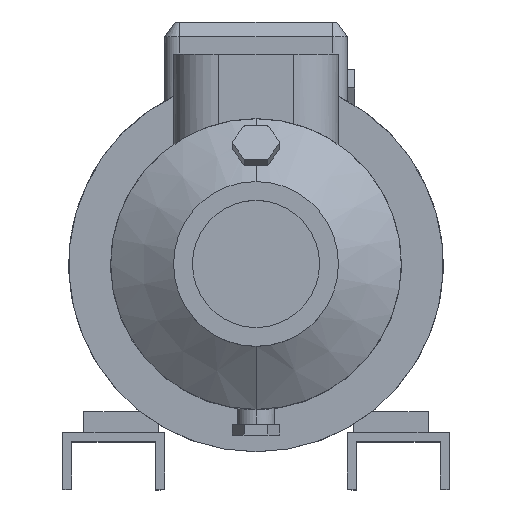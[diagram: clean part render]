
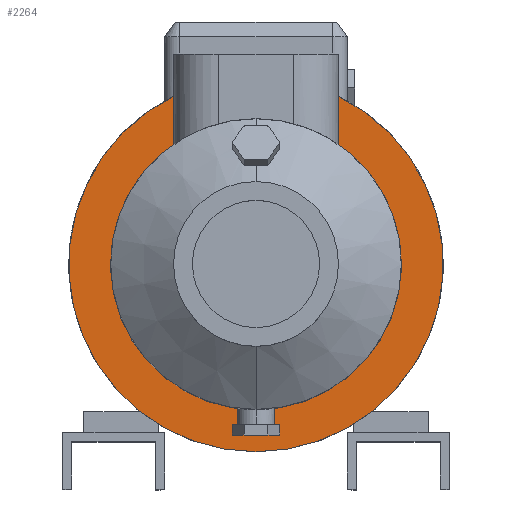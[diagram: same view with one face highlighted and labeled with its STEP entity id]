
A CAD part, top view. The second image highlights one B-rep face of the part: STEP entity #2264.
In plain terms, the highlighted planar face has unit normal (0, 0, 1).
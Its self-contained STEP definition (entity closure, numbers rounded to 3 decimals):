
#55 = VECTOR ( 'NONE', #5677, 1000. ) ;
#114 = DIRECTION ( 'NONE',  ( 0., 1., 0. ) ) ;
#188 = VECTOR ( 'NONE', #6634, 1000. ) ;
#228 = CARTESIAN_POINT ( 'NONE',  ( 0., 0., -58. ) ) ;
#736 = AXIS2_PLACEMENT_3D ( 'NONE', #5430, #4637, #2766 ) ;
#920 = AXIS2_PLACEMENT_3D ( 'NONE', #7336, #11155, #12001 ) ;
#1593 = CIRCLE ( 'NONE', #5674, 125. ) ;
#1696 = CARTESIAN_POINT ( 'NONE',  ( 0., -125., -58. ) ) ;
#1875 = CARTESIAN_POINT ( 'NONE',  ( 0., 0., -58. ) ) ;
#1963 = EDGE_CURVE ( 'NONE', #3315, #11311, #8885, .T. ) ;
#2264 = ADVANCED_FACE ( 'NONE', ( #6514 ), #6336, .T. ) ;
#2682 = DIRECTION ( 'NONE',  ( 0., 1., 0. ) ) ;
#2732 = CARTESIAN_POINT ( 'NONE',  ( -55., 79.9, -58. ) ) ;
#2764 = CIRCLE ( 'NONE', #6045, 125. ) ;
#2766 = DIRECTION ( 'NONE',  ( 0., -1., 0. ) ) ;
#2868 = ORIENTED_EDGE ( 'NONE', *, *, #8684, .F. ) ;
#3056 = EDGE_CURVE ( 'NONE', #11311, #9157, #9865, .T. ) ;
#3158 = VERTEX_POINT ( 'NONE', #8612 ) ;
#3315 = VERTEX_POINT ( 'NONE', #11530 ) ;
#3343 = CARTESIAN_POINT ( 'NONE',  ( 0., -97., -58. ) ) ;
#3673 = CARTESIAN_POINT ( 'NONE',  ( -55., -125.002, -58. ) ) ;
#4181 = ORIENTED_EDGE ( 'NONE', *, *, #1963, .T. ) ;
#4182 = CARTESIAN_POINT ( 'NONE',  ( -55., 112.25, -58. ) ) ;
#4351 = ORIENTED_EDGE ( 'NONE', *, *, #8503, .F. ) ;
#4526 = ORIENTED_EDGE ( 'NONE', *, *, #5582, .T. ) ;
#4637 = DIRECTION ( 'NONE',  ( 0., 0., 1. ) ) ;
#4981 = VERTEX_POINT ( 'NONE', #4182 ) ;
#5117 = VERTEX_POINT ( 'NONE', #1696 ) ;
#5430 = CARTESIAN_POINT ( 'NONE',  ( 0., 97., -58. ) ) ;
#5450 = ORIENTED_EDGE ( 'NONE', *, *, #7625, .F. ) ;
#5582 = EDGE_CURVE ( 'NONE', #9157, #4981, #8289, .T. ) ;
#5674 = AXIS2_PLACEMENT_3D ( 'NONE', #6315, #7236, #2682 ) ;
#5677 = DIRECTION ( 'NONE',  ( 0., 1., 0. ) ) ;
#6045 = AXIS2_PLACEMENT_3D ( 'NONE', #228, #8444, #114 ) ;
#6315 = CARTESIAN_POINT ( 'NONE',  ( 0., 0., -58. ) ) ;
#6336 = PLANE ( 'NONE',  #736 ) ;
#6514 = FACE_OUTER_BOUND ( 'NONE', #10963, .T. ) ;
#6634 = DIRECTION ( 'NONE',  ( 0., 1., 0. ) ) ;
#7236 = DIRECTION ( 'NONE',  ( 0., 0., -1. ) ) ;
#7336 = CARTESIAN_POINT ( 'NONE',  ( 0., 0., -58. ) ) ;
#7503 = CARTESIAN_POINT ( 'NONE',  ( 55., -125.002, -58. ) ) ;
#7625 = EDGE_CURVE ( 'NONE', #3158, #5117, #2764, .T. ) ;
#8123 = AXIS2_PLACEMENT_3D ( 'NONE', #1875, #8202, #12021 ) ;
#8202 = DIRECTION ( 'NONE',  ( 0., 0., -1. ) ) ;
#8238 = LINE ( 'NONE', #7503, #55 ) ;
#8289 = LINE ( 'NONE', #3673, #188 ) ;
#8444 = DIRECTION ( 'NONE',  ( 0., 0., -1. ) ) ;
#8503 = EDGE_CURVE ( 'NONE', #3315, #3158, #8238, .T. ) ;
#8612 = CARTESIAN_POINT ( 'NONE',  ( 55., 112.25, -58. ) ) ;
#8684 = EDGE_CURVE ( 'NONE', #5117, #4981, #1593, .T. ) ;
#8885 = CIRCLE ( 'NONE', #920, 97. ) ;
#9042 = ORIENTED_EDGE ( 'NONE', *, *, #3056, .T. ) ;
#9157 = VERTEX_POINT ( 'NONE', #2732 ) ;
#9865 = CIRCLE ( 'NONE', #8123, 97. ) ;
#10963 = EDGE_LOOP ( 'NONE', ( #5450, #4351, #4181, #9042, #4526, #2868 ) ) ;
#11155 = DIRECTION ( 'NONE',  ( 0., 0., -1. ) ) ;
#11311 = VERTEX_POINT ( 'NONE', #3343 ) ;
#11530 = CARTESIAN_POINT ( 'NONE',  ( 55., 79.9, -58. ) ) ;
#12001 = DIRECTION ( 'NONE',  ( 0., 1., 0. ) ) ;
#12021 = DIRECTION ( 'NONE',  ( 0., 1., 0. ) ) ;
